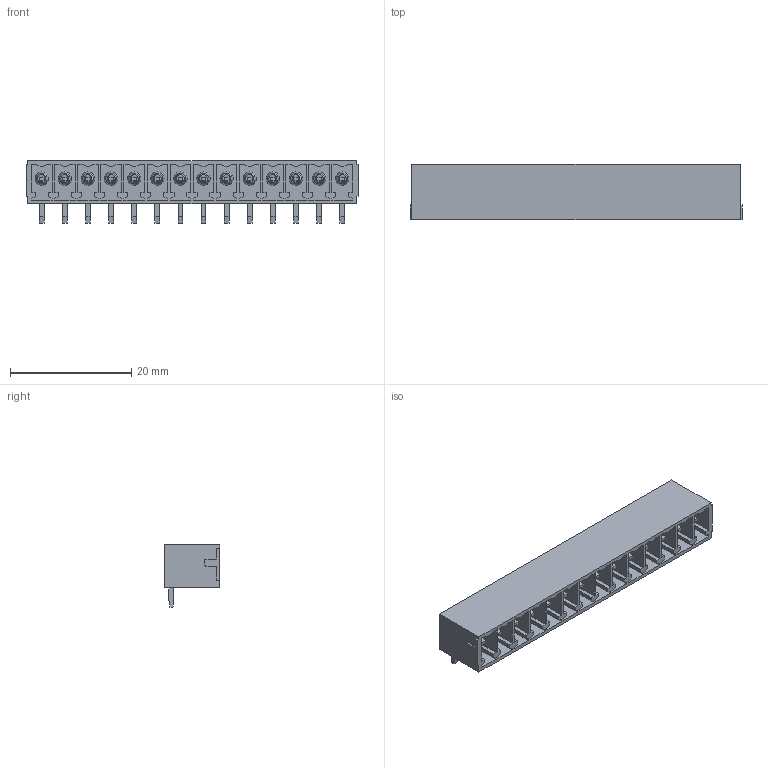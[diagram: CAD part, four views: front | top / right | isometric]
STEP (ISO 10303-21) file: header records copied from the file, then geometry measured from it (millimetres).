
FILE_DESCRIPTION(('CATIA V5 STEP Exchange','CAx-IF Rec.Pracs.--- Model Styling and Organization---1.2---2011-12-15'),'2;1');
FILE_NAME ('D1447419_0', '2018-10-12T03:38:37+00:00', ('none'), ('Weidmueller'), 'CATIA Version 5-6 Release 2014', 'CATIA V5 STEP AP214', 'none');
FILE_SCHEMA(('AUTOMOTIVE_DESIGN { 1 0 10303 214 1 1 1 1 }'));
Length unit declared in the file: millimetre
Products named in the file (1): 1037630000
Bounding box: 54.73 x 9.2 x 10.3 mm (x, y, z)
Volume: 1505.4 mm3; surface area: 5129.7 mm2
Topology: 15 solids, 15 shells, 916 faces, 2546 edges, 1688 vertices
Faces by surface type: plane 810, cylinder 50, cone 28, torus 28
Entity records: 26977 total; most frequent: ORIENTED_EDGE 5092, CARTESIAN_POINT 4803, DIRECTION 3682, EDGE_CURVE 2546, VECTOR 2334, LINE 2334, VERTEX_POINT 1688, EDGE_LOOP 972
